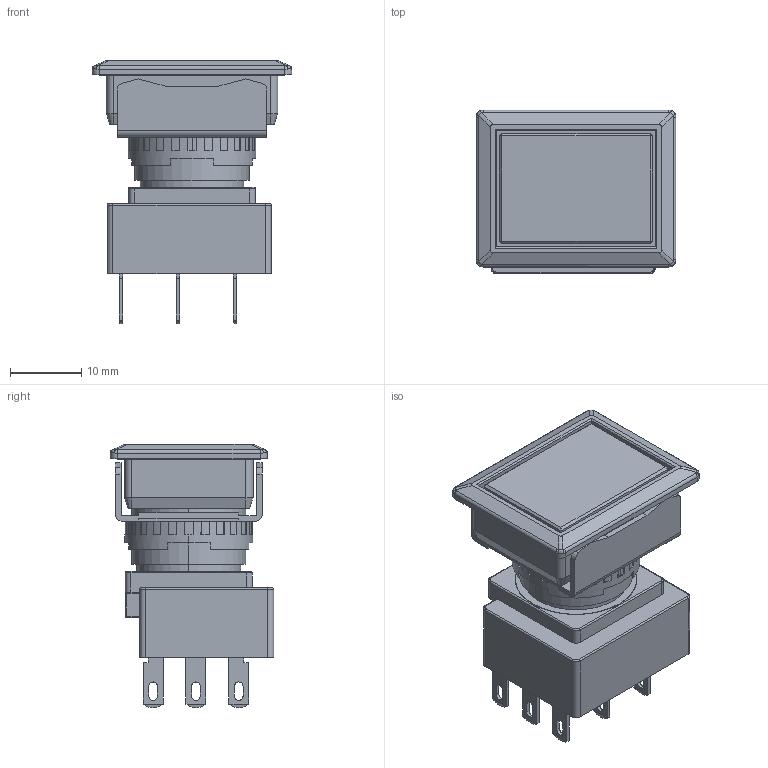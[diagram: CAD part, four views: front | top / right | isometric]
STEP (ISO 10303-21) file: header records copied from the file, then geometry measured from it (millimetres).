
FILE_DESCRIPTION (( 'STEP AP214' ), '1' );
FILE_NAME ('225_LB8(M)B-[M][A]1T[3][7]$.STEP', '2020-09-25T01:38:24', ( 'IDEC' ), ( 'IDEC' ), 'SwSTEP 2.0', 'SolidWorks 2019', '' );
FILE_SCHEMA (( 'AUTOMOTIVE_DESIGN' ));
Length unit declared in the file: millimetre
Products named in the file (5): LB-FL-BODY-H; LB-FL-NUT-SET; LB-OPERATOR-H; 225_LB8(M)B-[M][A]1T[3][7]$; LB-T3
Assembly tree (4 placements, depth 2):
  225_LB8(M)B-[M][A]1T[3][7]$
    LB-FL-BODY-H
    LB-OPERATOR-H
    LB-T3
    LB-FL-NUT-SET
Bounding box: 28 x 22.9 x 36.9 mm (x, y, z)
Volume: 10231.1 mm3; surface area: 8266.4 mm2
Topology: 4 solids, 4 shells, 504 faces, 1354 edges, 868 vertices
Faces by surface type: plane 302, cylinder 168, bspline 28, cone 6
Entity records: 17455 total; most frequent: CARTESIAN_POINT 3717, ORIENTED_EDGE 2696, DIRECTION 2595, EDGE_CURVE 1348, LINE 883, VECTOR 883, VERTEX_POINT 868, AXIS2_PLACEMENT_3D 856
